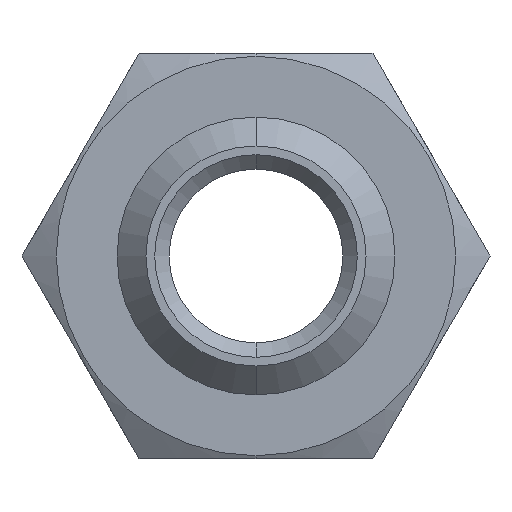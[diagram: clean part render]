
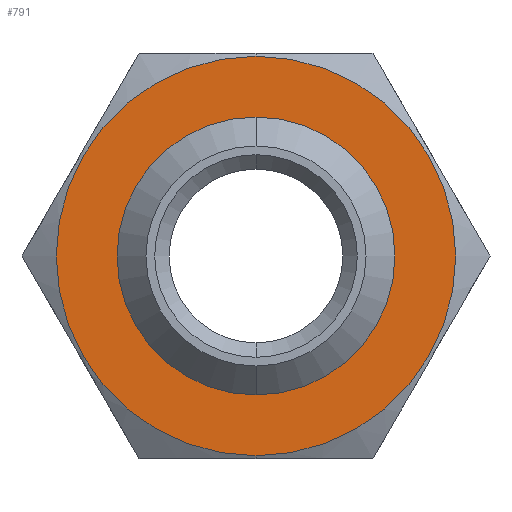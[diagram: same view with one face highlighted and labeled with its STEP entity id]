
A CAD part, front view. The second image highlights one B-rep face of the part: STEP entity #791.
In plain terms, the highlighted planar face has unit normal (0, -1, 0).
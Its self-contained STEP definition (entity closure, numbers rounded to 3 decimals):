
#96 = CIRCLE ( 'NONE', #109, 6.9 ) ;
#105 = CARTESIAN_POINT ( 'NONE',  ( 0., -2.25, 6.9 ) ) ;
#106 = DIRECTION ( 'NONE',  ( 0., 0., -1. ) ) ;
#107 = DIRECTION ( 'NONE',  ( 0., -1., 0. ) ) ;
#108 = CARTESIAN_POINT ( 'NONE',  ( 0., -2.25, 0. ) ) ;
#109 = AXIS2_PLACEMENT_3D ( 'NONE', #108, #107, #106 ) ;
#126 = CARTESIAN_POINT ( 'NONE',  ( 0., -2.25, -4.8 ) ) ;
#132 = CARTESIAN_POINT ( 'NONE',  ( 0., -2.25, 4.8 ) ) ;
#134 = DIRECTION ( 'NONE',  ( 0., 0., -1. ) ) ;
#135 = DIRECTION ( 'NONE',  ( 0., -1., 0. ) ) ;
#144 = AXIS2_PLACEMENT_3D ( 'NONE', #163, #135, #134 ) ;
#145 = CIRCLE ( 'NONE', #144, 4.8 ) ;
#163 = CARTESIAN_POINT ( 'NONE',  ( 0., -2.25, 0. ) ) ;
#269 = DIRECTION ( 'NONE',  ( 0., 0., -1. ) ) ;
#270 = DIRECTION ( 'NONE',  ( 0., -1., 0. ) ) ;
#271 = CARTESIAN_POINT ( 'NONE',  ( 0., -2.25, 0. ) ) ;
#272 = AXIS2_PLACEMENT_3D ( 'NONE', #271, #270, #269 ) ;
#273 = CIRCLE ( 'NONE', #272, 6.9 ) ;
#281 = CARTESIAN_POINT ( 'NONE',  ( 0., -2.25, -6.9 ) ) ;
#330 = DIRECTION ( 'NONE',  ( 0., 0., -1. ) ) ;
#331 = DIRECTION ( 'NONE',  ( 0., -1., 0. ) ) ;
#332 = CARTESIAN_POINT ( 'NONE',  ( 0., -2.25, 0. ) ) ;
#333 = AXIS2_PLACEMENT_3D ( 'NONE', #332, #331, #330 ) ;
#334 = CIRCLE ( 'NONE', #333, 4.8 ) ;
#349 = DIRECTION ( 'NONE',  ( 0., 0., -1. ) ) ;
#350 = DIRECTION ( 'NONE',  ( 0., -1., 0. ) ) ;
#351 = CARTESIAN_POINT ( 'NONE',  ( 4.8, -2.25, 0. ) ) ;
#393 = FACE_BOUND ( 'NONE', #798, .T. ) ;
#394 = FACE_OUTER_BOUND ( 'NONE', #752, .T. ) ;
#401 = AXIS2_PLACEMENT_3D ( 'NONE', #351, #350, #349 ) ;
#402 = PLANE ( 'NONE',  #401 ) ;
#703 = ORIENTED_EDGE ( 'NONE', *, *, #735, .F. ) ;
#715 = EDGE_CURVE ( 'NONE', #745, #717, #96, .T. ) ;
#717 = VERTEX_POINT ( 'NONE', #105 ) ;
#723 = VERTEX_POINT ( 'NONE', #126 ) ;
#735 = EDGE_CURVE ( 'NONE', #723, #738, #145, .T. ) ;
#738 = VERTEX_POINT ( 'NONE', #132 ) ;
#745 = VERTEX_POINT ( 'NONE', #281 ) ;
#750 = EDGE_CURVE ( 'NONE', #717, #745, #273, .T. ) ;
#752 = EDGE_LOOP ( 'NONE', ( #792, #799 ) ) ;
#773 = ORIENTED_EDGE ( 'NONE', *, *, #774, .F. ) ;
#774 = EDGE_CURVE ( 'NONE', #738, #723, #334, .T. ) ;
#791 = ADVANCED_FACE ( 'NONE', ( #394, #393 ), #402, .T. ) ;
#792 = ORIENTED_EDGE ( 'NONE', *, *, #750, .T. ) ;
#798 = EDGE_LOOP ( 'NONE', ( #703, #773 ) ) ;
#799 = ORIENTED_EDGE ( 'NONE', *, *, #715, .T. ) ;
